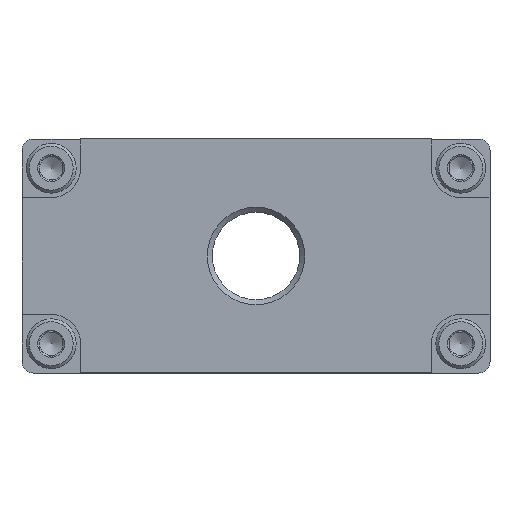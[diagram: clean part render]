
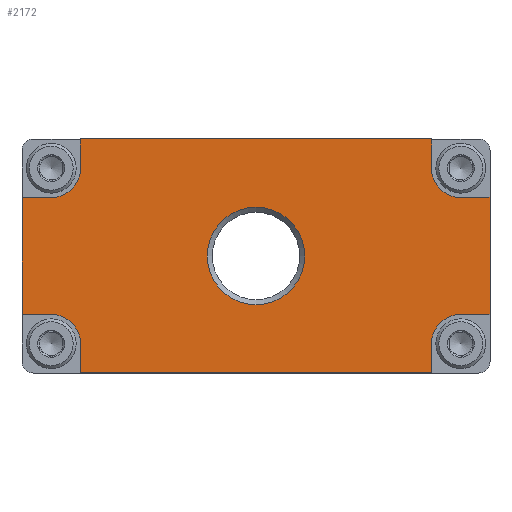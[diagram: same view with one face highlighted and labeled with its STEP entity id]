
A CAD part, top view. The second image highlights one B-rep face of the part: STEP entity #2172.
In plain terms, the highlighted planar face has unit normal (0, 0, 1).
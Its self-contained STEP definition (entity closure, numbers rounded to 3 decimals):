
#84=CIRCLE('',#2357,8.331);
#85=CIRCLE('',#2358,5.);
#86=CIRCLE('',#2359,5.);
#87=CIRCLE('',#2360,5.);
#88=CIRCLE('',#2361,5.);
#331=ORIENTED_EDGE('',*,*,#963,.T.);
#332=ORIENTED_EDGE('',*,*,#964,.F.);
#333=ORIENTED_EDGE('',*,*,#965,.T.);
#334=ORIENTED_EDGE('',*,*,#921,.T.);
#335=ORIENTED_EDGE('',*,*,#966,.T.);
#336=ORIENTED_EDGE('',*,*,#967,.F.);
#337=ORIENTED_EDGE('',*,*,#968,.T.);
#338=ORIENTED_EDGE('',*,*,#931,.T.);
#339=ORIENTED_EDGE('',*,*,#969,.T.);
#340=ORIENTED_EDGE('',*,*,#970,.F.);
#341=ORIENTED_EDGE('',*,*,#971,.T.);
#342=ORIENTED_EDGE('',*,*,#941,.T.);
#343=ORIENTED_EDGE('',*,*,#972,.T.);
#344=ORIENTED_EDGE('',*,*,#973,.F.);
#345=ORIENTED_EDGE('',*,*,#974,.T.);
#346=ORIENTED_EDGE('',*,*,#951,.T.);
#347=ORIENTED_EDGE('',*,*,#975,.T.);
#921=EDGE_CURVE('',#1242,#1241,#1456,.T.);
#931=EDGE_CURVE('',#1250,#1249,#1464,.T.);
#941=EDGE_CURVE('',#1258,#1257,#1472,.T.);
#951=EDGE_CURVE('',#1266,#1265,#1480,.T.);
#963=EDGE_CURVE('',#1275,#1275,#84,.T.);
#964=EDGE_CURVE('',#1276,#1277,#85,.T.);
#965=EDGE_CURVE('',#1276,#1242,#1482,.T.);
#966=EDGE_CURVE('',#1241,#1278,#1483,.T.);
#967=EDGE_CURVE('',#1279,#1278,#86,.T.);
#968=EDGE_CURVE('',#1279,#1250,#1484,.T.);
#969=EDGE_CURVE('',#1249,#1280,#1485,.T.);
#970=EDGE_CURVE('',#1281,#1280,#87,.T.);
#971=EDGE_CURVE('',#1281,#1258,#1486,.T.);
#972=EDGE_CURVE('',#1257,#1282,#1487,.T.);
#973=EDGE_CURVE('',#1283,#1282,#88,.T.);
#974=EDGE_CURVE('',#1283,#1266,#1488,.T.);
#975=EDGE_CURVE('',#1265,#1277,#1489,.T.);
#1241=VERTEX_POINT('',#3351);
#1242=VERTEX_POINT('',#3353);
#1249=VERTEX_POINT('',#3371);
#1250=VERTEX_POINT('',#3373);
#1257=VERTEX_POINT('',#3391);
#1258=VERTEX_POINT('',#3393);
#1265=VERTEX_POINT('',#3411);
#1266=VERTEX_POINT('',#3413);
#1275=VERTEX_POINT('',#3440);
#1276=VERTEX_POINT('',#3442);
#1277=VERTEX_POINT('',#3443);
#1278=VERTEX_POINT('',#3446);
#1279=VERTEX_POINT('',#3448);
#1280=VERTEX_POINT('',#3451);
#1281=VERTEX_POINT('',#3453);
#1282=VERTEX_POINT('',#3456);
#1283=VERTEX_POINT('',#3458);
#1456=LINE('',#3352,#1626);
#1464=LINE('',#3372,#1634);
#1472=LINE('',#3392,#1642);
#1480=LINE('',#3412,#1650);
#1482=LINE('',#3444,#1652);
#1483=LINE('',#3445,#1653);
#1484=LINE('',#3449,#1654);
#1485=LINE('',#3450,#1655);
#1486=LINE('',#3454,#1656);
#1487=LINE('',#3455,#1657);
#1488=LINE('',#3459,#1658);
#1489=LINE('',#3460,#1659);
#1626=VECTOR('',#2617,1000.);
#1634=VECTOR('',#2633,1000.);
#1642=VECTOR('',#2649,1000.);
#1650=VECTOR('',#2665,1000.);
#1652=VECTOR('',#2703,1000.);
#1653=VECTOR('',#2704,1000.);
#1654=VECTOR('',#2707,1000.);
#1655=VECTOR('',#2708,1000.);
#1656=VECTOR('',#2711,1000.);
#1657=VECTOR('',#2712,1000.);
#1658=VECTOR('',#2715,1000.);
#1659=VECTOR('',#2716,1000.);
#1806=EDGE_LOOP('',(#331));
#1807=EDGE_LOOP('',(#332,#333,#334,#335,#336,#337,#338,#339,#340,#341,#342,
#343,#344,#345,#346,#347));
#1964=FACE_BOUND('',#1806,.T.);
#1965=FACE_BOUND('',#1807,.T.);
#2111=PLANE('',#2356);
#2172=ADVANCED_FACE('',(#1964,#1965),#2111,.T.);
#2356=AXIS2_PLACEMENT_3D('',#3438,#2697,#2698);
#2357=AXIS2_PLACEMENT_3D('',#3439,#2699,#2700);
#2358=AXIS2_PLACEMENT_3D('',#3441,#2701,#2702);
#2359=AXIS2_PLACEMENT_3D('',#3447,#2705,#2706);
#2360=AXIS2_PLACEMENT_3D('',#3452,#2709,#2710);
#2361=AXIS2_PLACEMENT_3D('',#3457,#2713,#2714);
#2617=DIRECTION('',(0.,-1.,0.));
#2633=DIRECTION('',(1.,0.,0.));
#2649=DIRECTION('',(0.,1.,0.));
#2665=DIRECTION('',(-1.,0.,0.));
#2697=DIRECTION('',(0.,0.,1.));
#2698=DIRECTION('',(1.,0.,0.));
#2699=DIRECTION('',(0.,0.,-1.));
#2700=DIRECTION('',(-1.,0.,0.));
#2701=DIRECTION('',(0.,0.,1.));
#2702=DIRECTION('',(1.,0.,0.));
#2703=DIRECTION('',(-1.,0.,0.));
#2704=DIRECTION('',(1.,0.,0.));
#2705=DIRECTION('',(0.,0.,1.));
#2706=DIRECTION('',(1.,0.,0.));
#2707=DIRECTION('',(0.,-1.,0.));
#2708=DIRECTION('',(0.,1.,0.));
#2709=DIRECTION('',(0.,0.,1.));
#2710=DIRECTION('',(1.,0.,0.));
#2711=DIRECTION('',(1.,0.,0.));
#2712=DIRECTION('',(-1.,0.,0.));
#2713=DIRECTION('',(0.,0.,1.));
#2714=DIRECTION('',(1.,0.,0.));
#2715=DIRECTION('',(0.,1.,0.));
#2716=DIRECTION('',(0.,-1.,0.));
#3351=CARTESIAN_POINT('',(-40.,-10.,10.));
#3352=CARTESIAN_POINT('',(-40.,18.,10.));
#3353=CARTESIAN_POINT('',(-40.,10.,10.));
#3371=CARTESIAN_POINT('',(30.,-20.,10.));
#3372=CARTESIAN_POINT('',(-38.,-20.,10.));
#3373=CARTESIAN_POINT('',(-30.,-20.,10.));
#3391=CARTESIAN_POINT('',(40.,10.,10.));
#3392=CARTESIAN_POINT('',(40.,-18.,10.));
#3393=CARTESIAN_POINT('',(40.,-10.,10.));
#3411=CARTESIAN_POINT('',(-30.,20.,10.));
#3412=CARTESIAN_POINT('',(38.,20.,10.));
#3413=CARTESIAN_POINT('',(30.,20.,10.));
#3438=CARTESIAN_POINT('',(-38.,-18.,10.));
#3439=CARTESIAN_POINT('',(0.,0.,10.));
#3440=CARTESIAN_POINT('',(-8.331,0.,10.));
#3441=CARTESIAN_POINT('',(-35.,15.,10.));
#3442=CARTESIAN_POINT('',(-35.,10.,10.));
#3443=CARTESIAN_POINT('',(-30.,15.,10.));
#3444=CARTESIAN_POINT('',(-35.,10.,10.));
#3445=CARTESIAN_POINT('',(-40.,-10.,10.));
#3446=CARTESIAN_POINT('',(-35.,-10.,10.));
#3447=CARTESIAN_POINT('',(-35.,-15.,10.));
#3448=CARTESIAN_POINT('',(-30.,-15.,10.));
#3449=CARTESIAN_POINT('',(-30.,-15.,10.));
#3450=CARTESIAN_POINT('',(30.,-20.,10.));
#3451=CARTESIAN_POINT('',(30.,-15.,10.));
#3452=CARTESIAN_POINT('',(35.,-15.,10.));
#3453=CARTESIAN_POINT('',(35.,-10.,10.));
#3454=CARTESIAN_POINT('',(35.,-10.,10.));
#3455=CARTESIAN_POINT('',(40.,10.,10.));
#3456=CARTESIAN_POINT('',(35.,10.,10.));
#3457=CARTESIAN_POINT('',(35.,15.,10.));
#3458=CARTESIAN_POINT('',(30.,15.,10.));
#3459=CARTESIAN_POINT('',(30.,15.,10.));
#3460=CARTESIAN_POINT('',(-30.,20.,10.));
